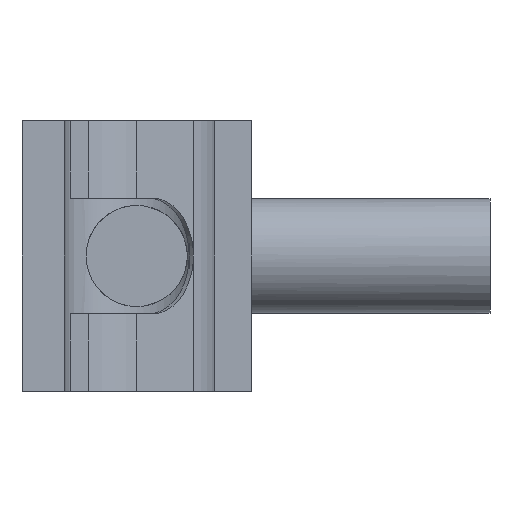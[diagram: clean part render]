
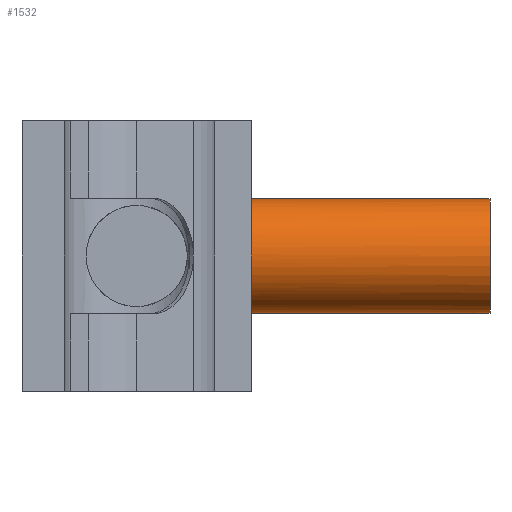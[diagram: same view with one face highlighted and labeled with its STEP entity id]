
A CAD part, front view. The second image highlights one B-rep face of the part: STEP entity #1532.
In plain terms, the highlighted cylindrical face has radius 25 mm (diameter 50 mm), a full revolution.
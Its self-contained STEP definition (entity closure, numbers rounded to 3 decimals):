
#303=FACE_BOUND('',#482,.T.);
#335=B_SPLINE_CURVE_WITH_KNOTS('',3,(#2500,#2501,#2502,#2503,#2504,#2505,
#2506,#2507,#2508,#2509,#2510,#2511,#2512,#2513,#2514,#2515,#2516,#2517,
#2518,#2519,#2520,#2521,#2522,#2523,#2524,#2525,#2526,#2527,#2528,#2529,
#2530,#2531,#2532,#2533,#2534,#2535,#2536,#2537,#2538,#2539,#2540,#2541,
#2542,#2543,#2544,#2545,#2546,#2547,#2548,#2549,#2550,#2551,#2552,#2553,
#2554,#2555,#2556,#2557,#2558,#2559,#2560,#2561,#2562,#2563,#2564,#2565,
#2566,#2567,#2568,#2569,#2570,#2571,#2572,#2573),.UNSPECIFIED.,.T.,.F.,
(4,2,2,2,2,2,2,2,2,2,2,2,2,2,2,2,2,2,2,2,2,2,2,2,2,2,2,2,2,2,2,2,2,2,2,
2,4),(0.,0.283,0.566,1.132,1.697,
2.263,2.773,3.282,3.791,4.3,
4.81,5.319,5.828,6.337,6.903,
7.469,8.035,8.318,8.601,8.884,
9.166,9.732,10.298,10.864,11.373,
11.882,12.392,12.901,13.41,13.919,
14.429,14.938,15.504,16.07,16.635,
16.918,17.201),.UNSPECIFIED.);
#343=CYLINDRICAL_SURFACE('',#1639,25.);
#376=FACE_OUTER_BOUND('',#481,.T.);
#481=EDGE_LOOP('',(#1048));
#482=EDGE_LOOP('',(#1049));
#611=CIRCLE('',#1640,25.);
#685=VERTEX_POINT('',#2497);
#686=VERTEX_POINT('',#2499);
#832=EDGE_CURVE('',#685,#685,#611,.T.);
#833=EDGE_CURVE('',#686,#686,#335,.T.);
#1048=ORIENTED_EDGE('',*,*,#832,.F.);
#1049=ORIENTED_EDGE('',*,*,#833,.F.);
#1532=ADVANCED_FACE('',(#376,#303),#343,.T.);
#1639=AXIS2_PLACEMENT_3D('',#2496,#1818,#1819);
#1640=AXIS2_PLACEMENT_3D('',#2498,#1820,#1821);
#1818=DIRECTION('center_axis',(1.,0.,0.));
#1819=DIRECTION('ref_axis',(0.,1.,0.));
#1820=DIRECTION('center_axis',(1.,0.,0.));
#1821=DIRECTION('ref_axis',(0.,0.,-1.));
#2496=CARTESIAN_POINT('Origin',(77.,95.5,0.));
#2497=CARTESIAN_POINT('',(154.,120.5,0.));
#2498=CARTESIAN_POINT('Origin',(154.,95.5,0.));
#2499=CARTESIAN_POINT('',(9.586,95.5,-25.));
#2500=CARTESIAN_POINT('Ctrl Pts',(9.586,95.5,-25.));
#2501=CARTESIAN_POINT('Ctrl Pts',(9.586,94.557,-25.));
#2502=CARTESIAN_POINT('Ctrl Pts',(9.725,93.669,-24.948));
#2503=CARTESIAN_POINT('Ctrl Pts',(10.185,91.963,-24.763));
#2504=CARTESIAN_POINT('Ctrl Pts',(10.506,91.145,-24.631));
#2505=CARTESIAN_POINT('Ctrl Pts',(11.639,88.752,-24.127));
#2506=CARTESIAN_POINT('Ctrl Pts',(12.614,87.238,-23.649));
#2507=CARTESIAN_POINT('Ctrl Pts',(14.711,84.294,-22.405));
#2508=CARTESIAN_POINT('Ctrl Pts',(15.833,82.877,-21.639));
#2509=CARTESIAN_POINT('Ctrl Pts',(18.034,80.207,-19.842));
#2510=CARTESIAN_POINT('Ctrl Pts',(19.114,78.955,-18.81));
#2511=CARTESIAN_POINT('Ctrl Pts',(21.006,76.803,-16.658));
#2512=CARTESIAN_POINT('Ctrl Pts',(21.894,75.813,-15.489));
#2513=CARTESIAN_POINT('Ctrl Pts',(23.52,74.019,-12.886));
#2514=CARTESIAN_POINT('Ctrl Pts',(24.258,73.215,-11.452));
#2515=CARTESIAN_POINT('Ctrl Pts',(25.479,71.892,-8.393));
#2516=CARTESIAN_POINT('Ctrl Pts',(25.963,71.372,-6.764));
#2517=CARTESIAN_POINT('Ctrl Pts',(26.611,70.676,-3.416));
#2518=CARTESIAN_POINT('Ctrl Pts',(26.775,70.5,-1.698));
#2519=CARTESIAN_POINT('Ctrl Pts',(26.775,70.5,1.698));
#2520=CARTESIAN_POINT('Ctrl Pts',(26.611,70.676,3.416));
#2521=CARTESIAN_POINT('Ctrl Pts',(25.963,71.372,6.764));
#2522=CARTESIAN_POINT('Ctrl Pts',(25.479,71.892,8.393));
#2523=CARTESIAN_POINT('Ctrl Pts',(24.258,73.215,11.452));
#2524=CARTESIAN_POINT('Ctrl Pts',(23.52,74.019,12.886));
#2525=CARTESIAN_POINT('Ctrl Pts',(21.894,75.813,15.489));
#2526=CARTESIAN_POINT('Ctrl Pts',(21.006,76.803,16.658));
#2527=CARTESIAN_POINT('Ctrl Pts',(19.114,78.955,18.81));
#2528=CARTESIAN_POINT('Ctrl Pts',(18.034,80.207,19.842));
#2529=CARTESIAN_POINT('Ctrl Pts',(15.833,82.877,21.639));
#2530=CARTESIAN_POINT('Ctrl Pts',(14.711,84.294,22.405));
#2531=CARTESIAN_POINT('Ctrl Pts',(12.614,87.238,23.649));
#2532=CARTESIAN_POINT('Ctrl Pts',(11.639,88.752,24.127));
#2533=CARTESIAN_POINT('Ctrl Pts',(10.506,91.145,24.631));
#2534=CARTESIAN_POINT('Ctrl Pts',(10.185,91.963,24.763));
#2535=CARTESIAN_POINT('Ctrl Pts',(9.725,93.669,24.948));
#2536=CARTESIAN_POINT('Ctrl Pts',(9.586,94.557,25.));
#2537=CARTESIAN_POINT('Ctrl Pts',(9.586,96.443,25.));
#2538=CARTESIAN_POINT('Ctrl Pts',(9.725,97.331,24.948));
#2539=CARTESIAN_POINT('Ctrl Pts',(10.185,99.037,24.763));
#2540=CARTESIAN_POINT('Ctrl Pts',(10.506,99.855,24.631));
#2541=CARTESIAN_POINT('Ctrl Pts',(11.639,102.248,24.127));
#2542=CARTESIAN_POINT('Ctrl Pts',(12.614,103.762,23.649));
#2543=CARTESIAN_POINT('Ctrl Pts',(14.711,106.706,22.405));
#2544=CARTESIAN_POINT('Ctrl Pts',(15.833,108.123,21.639));
#2545=CARTESIAN_POINT('Ctrl Pts',(18.034,110.793,19.842));
#2546=CARTESIAN_POINT('Ctrl Pts',(19.114,112.045,18.81));
#2547=CARTESIAN_POINT('Ctrl Pts',(21.006,114.197,16.658));
#2548=CARTESIAN_POINT('Ctrl Pts',(21.894,115.187,15.489));
#2549=CARTESIAN_POINT('Ctrl Pts',(23.52,116.981,12.886));
#2550=CARTESIAN_POINT('Ctrl Pts',(24.258,117.785,11.452));
#2551=CARTESIAN_POINT('Ctrl Pts',(25.479,119.108,8.393));
#2552=CARTESIAN_POINT('Ctrl Pts',(25.963,119.628,6.764));
#2553=CARTESIAN_POINT('Ctrl Pts',(26.611,120.324,3.416));
#2554=CARTESIAN_POINT('Ctrl Pts',(26.775,120.5,1.698));
#2555=CARTESIAN_POINT('Ctrl Pts',(26.775,120.5,-1.698));
#2556=CARTESIAN_POINT('Ctrl Pts',(26.611,120.324,-3.416));
#2557=CARTESIAN_POINT('Ctrl Pts',(25.963,119.628,-6.764));
#2558=CARTESIAN_POINT('Ctrl Pts',(25.479,119.108,-8.393));
#2559=CARTESIAN_POINT('Ctrl Pts',(24.258,117.785,-11.452));
#2560=CARTESIAN_POINT('Ctrl Pts',(23.52,116.981,-12.886));
#2561=CARTESIAN_POINT('Ctrl Pts',(21.894,115.187,-15.489));
#2562=CARTESIAN_POINT('Ctrl Pts',(21.006,114.197,-16.658));
#2563=CARTESIAN_POINT('Ctrl Pts',(19.114,112.045,-18.81));
#2564=CARTESIAN_POINT('Ctrl Pts',(18.034,110.793,-19.842));
#2565=CARTESIAN_POINT('Ctrl Pts',(15.833,108.123,-21.639));
#2566=CARTESIAN_POINT('Ctrl Pts',(14.711,106.706,-22.405));
#2567=CARTESIAN_POINT('Ctrl Pts',(12.614,103.762,-23.649));
#2568=CARTESIAN_POINT('Ctrl Pts',(11.639,102.248,-24.127));
#2569=CARTESIAN_POINT('Ctrl Pts',(10.506,99.855,-24.631));
#2570=CARTESIAN_POINT('Ctrl Pts',(10.185,99.037,-24.763));
#2571=CARTESIAN_POINT('Ctrl Pts',(9.725,97.331,-24.948));
#2572=CARTESIAN_POINT('Ctrl Pts',(9.586,96.443,-25.));
#2573=CARTESIAN_POINT('Ctrl Pts',(9.586,95.5,-25.));
